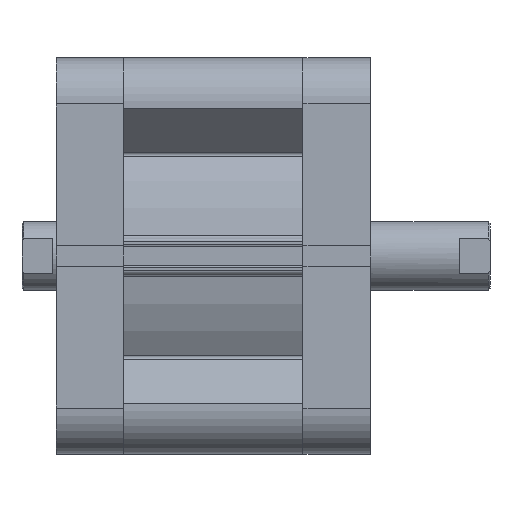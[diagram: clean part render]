
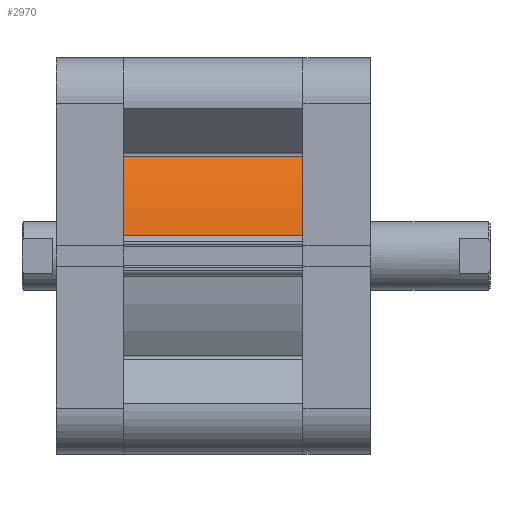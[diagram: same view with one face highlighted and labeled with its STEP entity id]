
A CAD part, front view. The second image highlights one B-rep face of the part: STEP entity #2970.
In plain terms, the highlighted cylindrical face has radius 53.5 mm (diameter 107 mm), a partial arc.
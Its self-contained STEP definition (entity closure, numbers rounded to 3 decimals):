
#76 = ORIENTED_EDGE ( 'NONE', *, *, #1578, .T. ) ;
#77 = ORIENTED_EDGE ( 'NONE', *, *, #1614, .T. ) ;
#78 = ORIENTED_EDGE ( 'NONE', *, *, #1667, .F. ) ;
#79 = ORIENTED_EDGE ( 'NONE', *, *, #1573, .T. ) ;
#1573 = EDGE_CURVE ( 'NONE', #1806, #1954, #4936, .T. ) ;
#1578 = EDGE_CURVE ( 'NONE', #1954, #1881, #4949, .T. ) ;
#1614 = EDGE_CURVE ( 'NONE', #1881, #1944, #5003, .T. ) ;
#1667 = EDGE_CURVE ( 'NONE', #1806, #1944, #5096, .T. ) ;
#1806 = VERTEX_POINT ( 'NONE', #2757 ) ;
#1881 = VERTEX_POINT ( 'NONE', #2832 ) ;
#1944 = VERTEX_POINT ( 'NONE', #5968 ) ;
#1954 = VERTEX_POINT ( 'NONE', #5978 ) ;
#2345 = CARTESIAN_POINT ( 'NONE',  ( 6.135, -53.147, 52.5 ) ) ;
#2348 = DIRECTION ( 'NONE',  ( 0., 0., -1. ) ) ;
#2350 = CARTESIAN_POINT ( 'NONE',  ( 0., 0., 0. ) ) ;
#2358 = DIRECTION ( 'NONE',  ( 0., 0., 1. ) ) ;
#2359 = DIRECTION ( 'NONE',  ( 1., 0., 0. ) ) ;
#2437 = CARTESIAN_POINT ( 'NONE',  ( 28.996, -44.961, 52.5 ) ) ;
#2445 = DIRECTION ( 'NONE',  ( 0., 0., 1. ) ) ;
#2558 = CARTESIAN_POINT ( 'NONE',  ( 0., 0., 52.5 ) ) ;
#2560 = DIRECTION ( 'NONE',  ( 0., 0., 1. ) ) ;
#2561 = DIRECTION ( 'NONE',  ( 1., 0., 0. ) ) ;
#2757 = CARTESIAN_POINT ( 'NONE',  ( 6.135, -53.147, 52.5 ) ) ;
#2832 = CARTESIAN_POINT ( 'NONE',  ( 28.996, -44.961, 0. ) ) ;
#2970 = ADVANCED_FACE ( 'NONE', ( #5194 ), #5197, .T. ) ;
#4936 = LINE ( 'NONE', #2345, #4940 ) ;
#4940 = VECTOR ( 'NONE', #2348, 1000. ) ;
#4949 = CIRCLE ( 'NONE', #7800, 53.5 ) ;
#4997 = VECTOR ( 'NONE', #2445, 1000. ) ;
#5003 = LINE ( 'NONE', #2437, #4997 ) ;
#5096 = CIRCLE ( 'NONE', #7824, 53.5 ) ;
#5194 = FACE_OUTER_BOUND ( 'NONE', #8312, .T. ) ;
#5197 = CYLINDRICAL_SURFACE ( 'NONE', #7869, 53.5 ) ;
#5968 = CARTESIAN_POINT ( 'NONE',  ( 28.996, -44.961, 52.5 ) ) ;
#5978 = CARTESIAN_POINT ( 'NONE',  ( 6.135, -53.147, 0. ) ) ;
#6255 = DIRECTION ( 'NONE',  ( -1., 0., 0. ) ) ;
#6256 = DIRECTION ( 'NONE',  ( 0., 0., -1. ) ) ;
#6257 = CARTESIAN_POINT ( 'NONE',  ( 0., 0., 52.5 ) ) ;
#7800 = AXIS2_PLACEMENT_3D ( 'NONE', #2350, #2358, #2359 ) ;
#7824 = AXIS2_PLACEMENT_3D ( 'NONE', #2558, #2560, #2561 ) ;
#7869 = AXIS2_PLACEMENT_3D ( 'NONE', #6257, #6256, #6255 ) ;
#8312 = EDGE_LOOP ( 'NONE', ( #76, #77, #78, #79 ) ) ;
